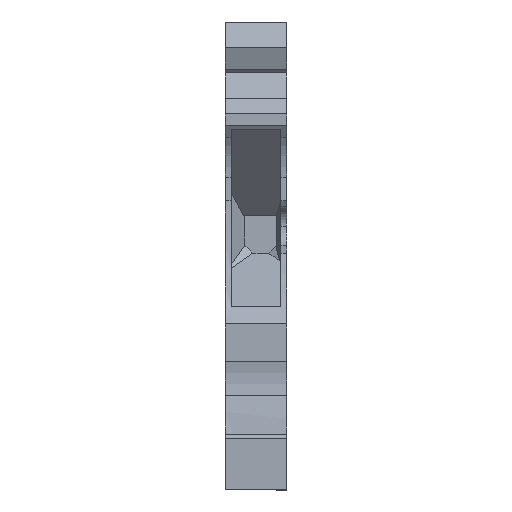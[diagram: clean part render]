
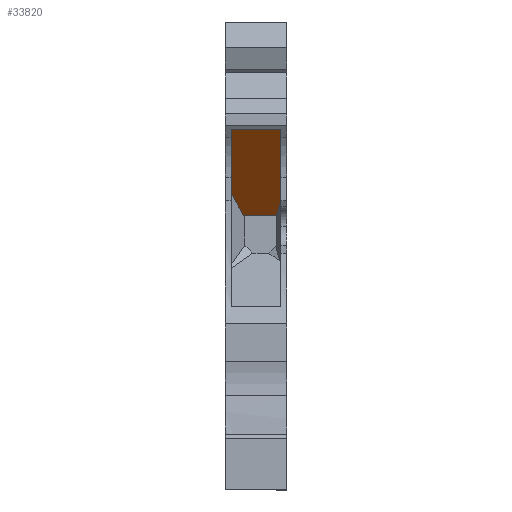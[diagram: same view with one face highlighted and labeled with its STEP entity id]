
A CAD part, front view. The second image highlights one B-rep face of the part: STEP entity #33820.
In plain terms, the highlighted face is planar.
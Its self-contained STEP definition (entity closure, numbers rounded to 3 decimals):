
#27320=CARTESIAN_POINT('',(7.281,19.691,
-0.25));
#27330=VERTEX_POINT('',#27320);
#27360=CARTESIAN_POINT('',(7.281,19.691,
0.));
#27370=DIRECTION('',(0.,0.,1.));
#27380=VECTOR('',#27370,1.);
#27390=LINE('',#27360,#27380);
#27400=CARTESIAN_POINT('',(7.281,19.691,
-5.2));
#27410=VERTEX_POINT('',#27400);
#27420=EDGE_CURVE('',#27410,#27330,#27390,.T.);
#31090=CARTESIAN_POINT('',(30.233,1.33,
-5.2));
#31100=DIRECTION('',(-0.781,0.625,
0.));
#31110=VECTOR('',#31100,1.);
#31120=LINE('',#31090,#31110);
#31130=CARTESIAN_POINT('',(14.33,14.052,
-5.2));
#31140=VERTEX_POINT('',#31130);
#31150=EDGE_CURVE('',#31140,#27410,#31120,.T.);
#32980=CARTESIAN_POINT('',(16.698,12.158,
-0.65));
#32990=VERTEX_POINT('',#32980);
#33240=CARTESIAN_POINT('',(16.698,12.158,
-3.976));
#33250=VERTEX_POINT('',#33240);
#33280=CARTESIAN_POINT('',(16.698,12.158,0.));
#33290=DIRECTION('',(0.,0.,1.));
#33300=VECTOR('',#33290,1.);
#33310=LINE('',#33280,#33300);
#33320=EDGE_CURVE('',#33250,#32990,#33310,.T.);
#33440=CARTESIAN_POINT('',(16.049,12.677,
0.965));
#33450=DIRECTION('',(0.625,0.781,
0.));
#33460=DIRECTION('',(-0.781,0.625,
0.));
#33470=AXIS2_PLACEMENT_3D('',#33440,#33450,#33460);
#33480=PLANE('',#33470);
#33490=ORIENTED_EDGE('',*,*,#33320,.T.);
#33500=CARTESIAN_POINT('',(0.,25.516,-12.605));
#33510=DIRECTION('',(-0.724,0.579,
-0.374));
#33520=VECTOR('',#33510,1.);
#33530=LINE('',#33500,#33520);
#33540=EDGE_CURVE('',#33250,#31140,#33530,.T.);
#33550=ORIENTED_EDGE('',*,*,#33540,.F.);
#33560=ORIENTED_EDGE('',*,*,#31150,.F.);
#33570=ORIENTED_EDGE('',*,*,#27420,.F.);
#33580=CARTESIAN_POINT('',(30.233,1.33,
-0.25));
#33590=DIRECTION('',(0.781,-0.625,
0.));
#33600=VECTOR('',#33590,1.);
#33610=LINE('',#33580,#33600);
#33620=CARTESIAN_POINT('',(15.29,13.284,
-0.25));
#33630=VERTEX_POINT('',#33620);
#33640=EDGE_CURVE('',#27330,#33630,#33610,.T.);
#33650=ORIENTED_EDGE('',*,*,#33640,.F.);
#33660=CARTESIAN_POINT('',(0.,25.516,4.824));
#33670=DIRECTION('',(-0.756,0.605,
0.251));
#33680=VECTOR('',#33670,1.);
#33690=LINE('',#33660,#33680);
#33700=CARTESIAN_POINT('',(16.495,12.32,
-0.65));
#33710=VERTEX_POINT('',#33700);
#33720=EDGE_CURVE('',#33710,#33630,#33690,.T.);
#33730=ORIENTED_EDGE('',*,*,#33720,.T.);
#33740=CARTESIAN_POINT('',(0.,25.516,-0.65));
#33750=DIRECTION('',(-0.781,0.625,
0.));
#33760=VECTOR('',#33750,1.);
#33770=LINE('',#33740,#33760);
#33780=EDGE_CURVE('',#32990,#33710,#33770,.T.);
#33790=ORIENTED_EDGE('',*,*,#33780,.T.);
#33800=EDGE_LOOP('',(#33790,#33730,#33650,#33570,#33560,#33550,#33490));
#33810=FACE_OUTER_BOUND('',#33800,.T.);
#33820=ADVANCED_FACE('',(#33810),#33480,.F.);
